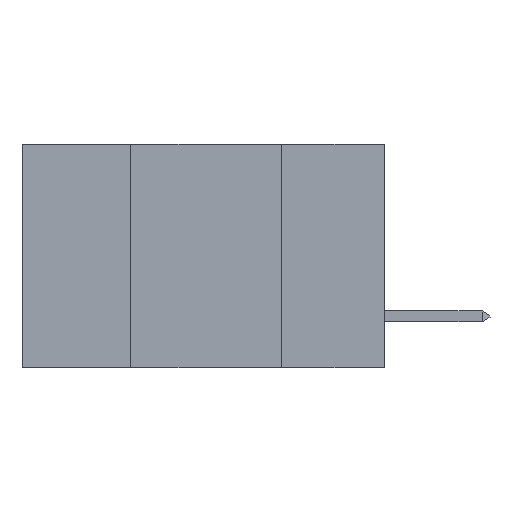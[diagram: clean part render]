
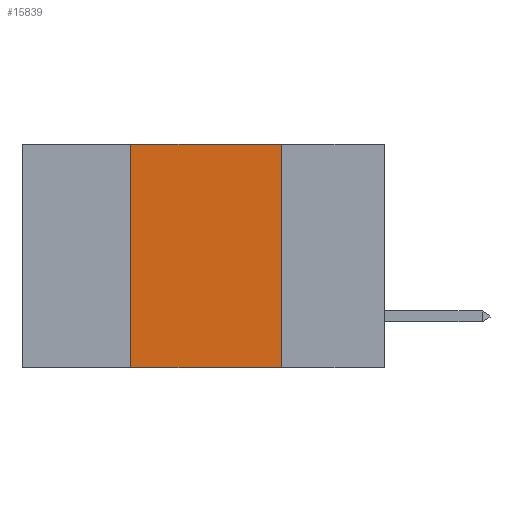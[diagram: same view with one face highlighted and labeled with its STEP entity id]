
A CAD part, left-side view. The second image highlights one B-rep face of the part: STEP entity #15839.
In plain terms, the highlighted planar face has unit normal (-1, 0, 0).
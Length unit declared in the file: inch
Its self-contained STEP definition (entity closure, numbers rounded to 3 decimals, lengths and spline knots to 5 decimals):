
#1588 = DIRECTION ( 'NONE',  ( 0., 0., 1. ) ) ;
#2829 = ORIENTED_EDGE ( 'NONE', *, *, #27784, .F. ) ;
#3229 = CARTESIAN_POINT ( 'NONE',  ( 0., 0.17, 0. ) ) ;
#3472 = ORIENTED_EDGE ( 'NONE', *, *, #11946, .T. ) ;
#3874 = CARTESIAN_POINT ( 'NONE',  ( 0., 0.17, -0.37 ) ) ;
#5528 = CARTESIAN_POINT ( 'NONE',  ( 0., 0.42, -0.37 ) ) ;
#6806 = PLANE ( 'NONE',  #20823 ) ;
#9152 = DIRECTION ( 'NONE',  ( 1., 0., 0. ) ) ;
#10424 = CARTESIAN_POINT ( 'NONE',  ( 0., 0.6, 0. ) ) ;
#11922 = CARTESIAN_POINT ( 'NONE',  ( 0., 0.42, 0. ) ) ;
#11946 = EDGE_CURVE ( 'NONE', #29869, #25855, #12585, .T. ) ;
#12354 = EDGE_CURVE ( 'NONE', #26294, #25855, #25846, .T. ) ;
#12392 = EDGE_CURVE ( 'NONE', #13494, #26294, #13312, .T. ) ;
#12585 = LINE ( 'NONE', #18335, #18876 ) ;
#13312 = LINE ( 'NONE', #10424, #18846 ) ;
#13359 = CARTESIAN_POINT ( 'NONE',  ( 0., 0.42, 0. ) ) ;
#13494 = VERTEX_POINT ( 'NONE', #11922 ) ;
#15839 = ADVANCED_FACE ( 'NONE', ( #16145 ), #6806, .F. ) ;
#16145 = FACE_OUTER_BOUND ( 'NONE', #18103, .T. ) ;
#16608 = LINE ( 'NONE', #13359, #28410 ) ;
#18103 = EDGE_LOOP ( 'NONE', ( #20318, #28012, #2829, #3472 ) ) ;
#18335 = CARTESIAN_POINT ( 'NONE',  ( 0., 0.6, -0.37 ) ) ;
#18846 = VECTOR ( 'NONE', #26951, 39.37008 ) ;
#18876 = VECTOR ( 'NONE', #30087, 39.37008 ) ;
#19589 = VECTOR ( 'NONE', #26851, 39.37008 ) ;
#20318 = ORIENTED_EDGE ( 'NONE', *, *, #12354, .F. ) ;
#20823 = AXIS2_PLACEMENT_3D ( 'NONE', #25582, #9152, #25688 ) ;
#24363 = CARTESIAN_POINT ( 'NONE',  ( 0., 0.17, 0. ) ) ;
#25582 = CARTESIAN_POINT ( 'NONE',  ( 0., 0.6, 0. ) ) ;
#25688 = DIRECTION ( 'NONE',  ( 0., 0., -1. ) ) ;
#25846 = LINE ( 'NONE', #3229, #19589 ) ;
#25855 = VERTEX_POINT ( 'NONE', #3874 ) ;
#26294 = VERTEX_POINT ( 'NONE', #24363 ) ;
#26851 = DIRECTION ( 'NONE',  ( 0., 0., -1. ) ) ;
#26951 = DIRECTION ( 'NONE',  ( 0., -1., 0. ) ) ;
#27784 = EDGE_CURVE ( 'NONE', #29869, #13494, #16608, .T. ) ;
#28012 = ORIENTED_EDGE ( 'NONE', *, *, #12392, .F. ) ;
#28410 = VECTOR ( 'NONE', #1588, 39.37008 ) ;
#29869 = VERTEX_POINT ( 'NONE', #5528 ) ;
#30087 = DIRECTION ( 'NONE',  ( 0., -1., 0. ) ) ;
